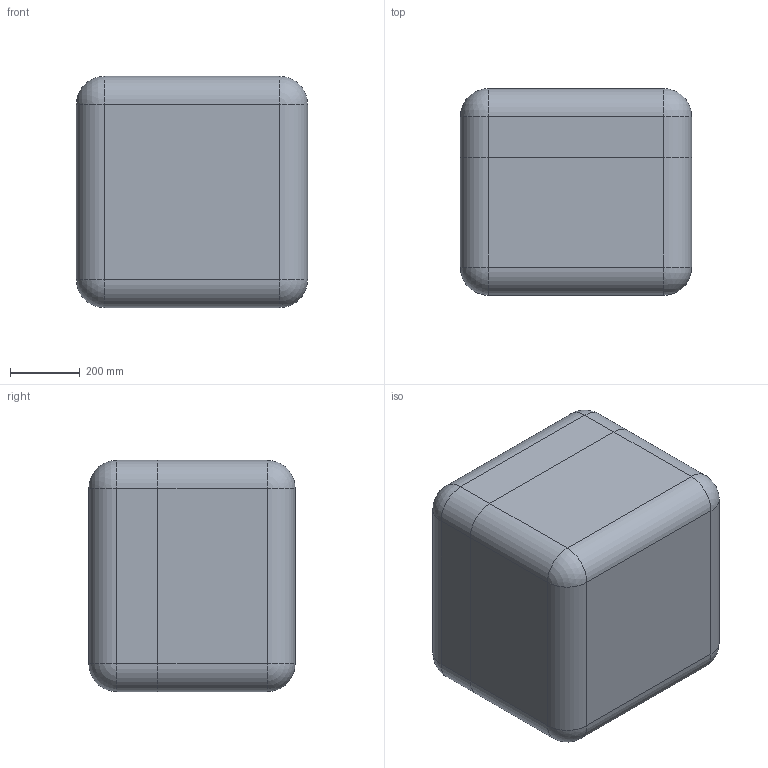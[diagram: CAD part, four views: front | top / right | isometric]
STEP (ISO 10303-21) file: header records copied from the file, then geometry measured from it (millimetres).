
FILE_DESCRIPTION (( 'STEP AP214' ), '1' );
FILE_NAME ('Òðàíñïîðòíûé êîíòåéíåð ÀÄÌÈÐÀË®ÏÐÎÔÅÑÑÈÎÍÀËÜÍÛÅ 051_óïðîùåííàÿ 3D-ìîäåëü.STEP', '2025-09-16T12:42:56', ( '' ), ( '' ), 'SwSTEP 2.0', 'SolidWorks 2021', '' );
FILE_SCHEMA (( 'AUTOMOTIVE_DESIGN' ));
Length unit declared in the file: millimetre
Products named in the file (3): Base 51; Òðàíñïîðòíûé êîíòåéíåð ÀÄÌÈÐÀË®ÏÐÎÔÅÑÑÈÎÍÀËÜÍÛÅ 051_óïðîùåííàÿ 3D-ìîäåëü; Top 51
Assembly tree (2 placements, depth 2):
  Òðàíñïîðòíûé êîíòåéíåð ÀÄÌÈÐÀË®ÏÐÎÔÅÑÑÈÎÍÀËÜÍÛÅ 051_óïðîùåííàÿ 3D-ìîäåëü
    Base 51
    Top 51
Bounding box: 661.98 x 590.65 x 661.98 mm (x, y, z)
Volume: 103821767.1 mm3; surface area: 4928613.1 mm2
Topology: 2 solids, 2 shells, 1265 faces, 3125 edges, 1804 vertices
Faces by surface type: cylinder 536, plane 262, bspline 240, torus 171, sphere 32, cone 24
Entity records: 62708 total; most frequent: CARTESIAN_POINT 34598, ORIENTED_EDGE 6106, DIRECTION 5781, EDGE_CURVE 3053, AXIS2_PLACEMENT_3D 2287, VERTEX_POINT 1804, EDGE_LOOP 1277, ADVANCED_FACE 1265
